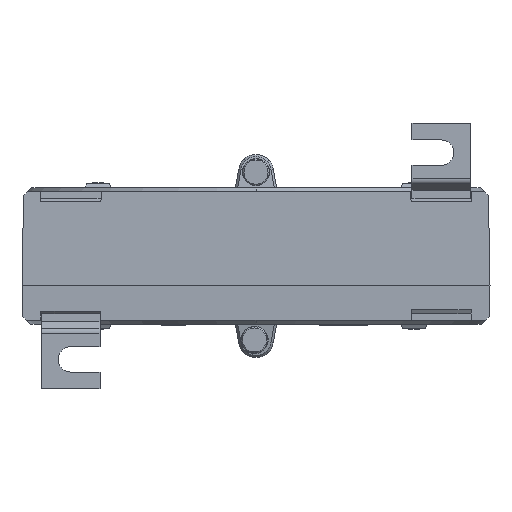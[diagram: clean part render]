
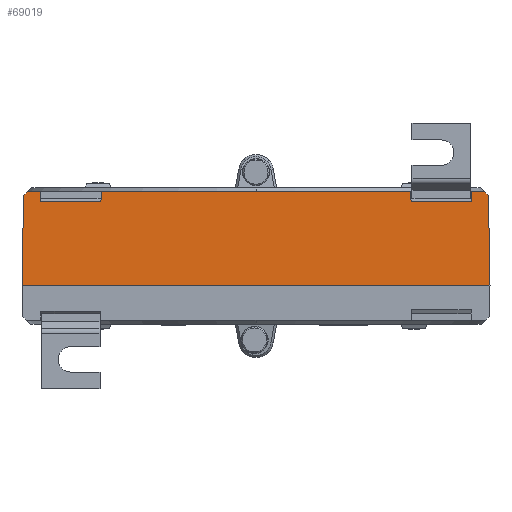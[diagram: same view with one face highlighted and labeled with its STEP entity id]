
A CAD part, front view. The second image highlights one B-rep face of the part: STEP entity #69019.
In plain terms, the highlighted planar face has unit normal (0, -1, 0.018).
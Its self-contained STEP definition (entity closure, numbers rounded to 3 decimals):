
#390 = VECTOR ( 'NONE', #31026, 1000. ) ;
#1153 = EDGE_CURVE ( 'NONE', #39425, #2731, #10262, .T. ) ;
#1821 = EDGE_CURVE ( 'NONE', #38261, #55561, #46408, .T. ) ;
#2343 = VERTEX_POINT ( 'NONE', #54530 ) ;
#2731 = VERTEX_POINT ( 'NONE', #43442 ) ;
#3051 = VERTEX_POINT ( 'NONE', #58946 ) ;
#3353 = ORIENTED_EDGE ( 'NONE', *, *, #1821, .F. ) ;
#4238 = VECTOR ( 'NONE', #76660, 1000. ) ;
#5502 = ORIENTED_EDGE ( 'NONE', *, *, #13377, .T. ) ;
#6368 = LINE ( 'NONE', #69854, #4238 ) ;
#7321 = PLANE ( 'NONE',  #11185 ) ;
#8888 = VERTEX_POINT ( 'NONE', #20201 ) ;
#10262 = LINE ( 'NONE', #78310, #82498 ) ;
#11185 = AXIS2_PLACEMENT_3D ( 'NONE', #41046, #14225, #61819 ) ;
#12986 = CARTESIAN_POINT ( 'NONE',  ( 40.264, -60.272, 41.681 ) ) ;
#13377 = EDGE_CURVE ( 'NONE', #18902, #8888, #37729, .T. ) ;
#13915 = CARTESIAN_POINT ( 'NONE',  ( -55.051, -60.824, 10.085 ) ) ;
#14225 = DIRECTION ( 'NONE',  ( 0., -1., 0.017 ) ) ;
#16458 = EDGE_CURVE ( 'NONE', #22656, #26068, #6368, .T. ) ;
#18195 = ORIENTED_EDGE ( 'NONE', *, *, #27425, .F. ) ;
#18459 = CARTESIAN_POINT ( 'NONE',  ( -39.949, -60.824, 10.085 ) ) ;
#18902 = VERTEX_POINT ( 'NONE', #77378 ) ;
#19655 = VECTOR ( 'NONE', #35389, 1000. ) ;
#19830 = EDGE_CURVE ( 'NONE', #22656, #8888, #27031, .T. ) ;
#20201 = CARTESIAN_POINT ( 'NONE',  ( -55.294, -60.581, 24. ) ) ;
#22226 = LINE ( 'NONE', #18459, #78469 ) ;
#22656 = VERTEX_POINT ( 'NONE', #71388 ) ;
#22741 = VECTOR ( 'NONE', #67785, 1000. ) ;
#23521 = VECTOR ( 'NONE', #38951, 1000. ) ;
#25401 = DIRECTION ( 'NONE',  ( -0.017, -0.017, -1. ) ) ;
#26068 = VERTEX_POINT ( 'NONE', #59412 ) ;
#27031 = LINE ( 'NONE', #87753, #22741 ) ;
#27425 = EDGE_CURVE ( 'NONE', #55561, #43600, #69990, .T. ) ;
#28256 = DIRECTION ( 'NONE',  ( -1., 0., 0. ) ) ;
#28307 = EDGE_CURVE ( 'NONE', #46877, #79370, #22226, .T. ) ;
#29966 = ORIENTED_EDGE ( 'NONE', *, *, #1153, .T. ) ;
#30894 = CARTESIAN_POINT ( 'NONE',  ( 60., -61., 0. ) ) ;
#31026 = DIRECTION ( 'NONE',  ( -0.017, 0.017, 1. ) ) ;
#31138 = DIRECTION ( 'NONE',  ( -1., 0., 0. ) ) ;
#32180 = CARTESIAN_POINT ( 'NONE',  ( -59.981, -60.981, 1.064 ) ) ;
#32372 = ORIENTED_EDGE ( 'NONE', *, *, #42733, .T. ) ;
#32705 = CARTESIAN_POINT ( 'NONE',  ( 59.982, -60.982, 1.047 ) ) ;
#32816 = DIRECTION ( 'NONE',  ( 0.017, -0.017, -1. ) ) ;
#32881 = ORIENTED_EDGE ( 'NONE', *, *, #71191, .T. ) ;
#33052 = EDGE_CURVE ( 'NONE', #3051, #2343, #52628, .T. ) ;
#33719 = VECTOR ( 'NONE', #25401, 1000. ) ;
#35389 = DIRECTION ( 'NONE',  ( -0.017, 0.017, 1. ) ) ;
#37729 = LINE ( 'NONE', #13915, #19655 ) ;
#37957 = CARTESIAN_POINT ( 'NONE',  ( 0., -60.626, 21.425 ) ) ;
#38261 = VERTEX_POINT ( 'NONE', #69249 ) ;
#38265 = EDGE_CURVE ( 'NONE', #39425, #73741, #45304, .T. ) ;
#38951 = DIRECTION ( 'NONE',  ( -1., 0., 0. ) ) ;
#39425 = VERTEX_POINT ( 'NONE', #86541 ) ;
#41046 = CARTESIAN_POINT ( 'NONE',  ( 0., -61., 0. ) ) ;
#42241 = DIRECTION ( 'NONE',  ( 1., 0., 0. ) ) ;
#42733 = EDGE_CURVE ( 'NONE', #26068, #43600, #87680, .T. ) ;
#43442 = CARTESIAN_POINT ( 'NONE',  ( 55.249, -60.626, 21.425 ) ) ;
#43562 = EDGE_CURVE ( 'NONE', #2731, #3051, #45257, .T. ) ;
#43600 = VERTEX_POINT ( 'NONE', #72083 ) ;
#45257 = LINE ( 'NONE', #37957, #79193 ) ;
#45304 = LINE ( 'NONE', #62744, #79253 ) ;
#46408 = LINE ( 'NONE', #32705, #82415 ) ;
#46877 = VERTEX_POINT ( 'NONE', #74051 ) ;
#47286 = ORIENTED_EDGE ( 'NONE', *, *, #33052, .T. ) ;
#47735 = ORIENTED_EDGE ( 'NONE', *, *, #16458, .T. ) ;
#51931 = VECTOR ( 'NONE', #28256, 1000. ) ;
#52628 = LINE ( 'NONE', #64873, #390 ) ;
#54372 = VECTOR ( 'NONE', #74207, 1000. ) ;
#54530 = CARTESIAN_POINT ( 'NONE',  ( 39.706, -60.581, 24. ) ) ;
#55033 = ORIENTED_EDGE ( 'NONE', *, *, #19830, .F. ) ;
#55310 = CARTESIAN_POINT ( 'NONE',  ( 0., -61., 0. ) ) ;
#55547 = FACE_OUTER_BOUND ( 'NONE', #80077, .T. ) ;
#55561 = VERTEX_POINT ( 'NONE', #30894 ) ;
#56440 = LINE ( 'NONE', #67299, #74409 ) ;
#57352 = CARTESIAN_POINT ( 'NONE',  ( 58.573, -60.581, 24. ) ) ;
#57546 = LINE ( 'NONE', #86263, #23521 ) ;
#58946 = CARTESIAN_POINT ( 'NONE',  ( 39.751, -60.626, 21.425 ) ) ;
#59412 = CARTESIAN_POINT ( 'NONE',  ( -59.598, -60.598, 23.01 ) ) ;
#61819 = DIRECTION ( 'NONE',  ( 0., -0.017, -1. ) ) ;
#62744 = CARTESIAN_POINT ( 'NONE',  ( 59.616, -60.581, 24. ) ) ;
#63606 = ORIENTED_EDGE ( 'NONE', *, *, #68093, .F. ) ;
#64873 = CARTESIAN_POINT ( 'NONE',  ( 39.949, -60.824, 10.085 ) ) ;
#65803 = ORIENTED_EDGE ( 'NONE', *, *, #28307, .T. ) ;
#66002 = DIRECTION ( 'NONE',  ( -0.017, -0.017, -1. ) ) ;
#67299 = CARTESIAN_POINT ( 'NONE',  ( 59.616, -60.581, 24. ) ) ;
#67785 = DIRECTION ( 'NONE',  ( 1., 0., 0. ) ) ;
#68093 = EDGE_CURVE ( 'NONE', #46877, #2343, #56440, .T. ) ;
#69019 = ADVANCED_FACE ( 'NONE', ( #55547 ), #7321, .T. ) ;
#69249 = CARTESIAN_POINT ( 'NONE',  ( 59.598, -60.598, 23.01 ) ) ;
#69854 = CARTESIAN_POINT ( 'NONE',  ( -40.264, -60.272, 41.681 ) ) ;
#69990 = LINE ( 'NONE', #55310, #51931 ) ;
#71191 = EDGE_CURVE ( 'NONE', #79370, #18902, #57546, .T. ) ;
#71388 = CARTESIAN_POINT ( 'NONE',  ( -58.573, -60.581, 24. ) ) ;
#72083 = CARTESIAN_POINT ( 'NONE',  ( -60., -61., 0. ) ) ;
#72378 = LINE ( 'NONE', #12986, #54372 ) ;
#73293 = DIRECTION ( 'NONE',  ( -0.017, -0.017, -1. ) ) ;
#73741 = VERTEX_POINT ( 'NONE', #57352 ) ;
#74051 = CARTESIAN_POINT ( 'NONE',  ( -39.706, -60.581, 24. ) ) ;
#74079 = DIRECTION ( 'NONE',  ( 1., 0., 0. ) ) ;
#74207 = DIRECTION ( 'NONE',  ( -0.719, 0.012, 0.695 ) ) ;
#74409 = VECTOR ( 'NONE', #74079, 1000. ) ;
#76660 = DIRECTION ( 'NONE',  ( -0.719, -0.012, -0.695 ) ) ;
#77378 = CARTESIAN_POINT ( 'NONE',  ( -55.249, -60.626, 21.425 ) ) ;
#78310 = CARTESIAN_POINT ( 'NONE',  ( 55.051, -60.824, 10.085 ) ) ;
#78469 = VECTOR ( 'NONE', #66002, 1000. ) ;
#79193 = VECTOR ( 'NONE', #31138, 1000. ) ;
#79253 = VECTOR ( 'NONE', #42241, 1000. ) ;
#79370 = VERTEX_POINT ( 'NONE', #84317 ) ;
#80077 = EDGE_LOOP ( 'NONE', ( #65803, #32881, #5502, #55033, #47735, #32372, #18195, #3353, #82800, #83686, #29966, #82001, #47286, #63606 ) ) ;
#82001 = ORIENTED_EDGE ( 'NONE', *, *, #43562, .T. ) ;
#82415 = VECTOR ( 'NONE', #32816, 1000. ) ;
#82498 = VECTOR ( 'NONE', #73293, 1000. ) ;
#82800 = ORIENTED_EDGE ( 'NONE', *, *, #82888, .T. ) ;
#82888 = EDGE_CURVE ( 'NONE', #38261, #73741, #72378, .T. ) ;
#83686 = ORIENTED_EDGE ( 'NONE', *, *, #38265, .F. ) ;
#84317 = CARTESIAN_POINT ( 'NONE',  ( -39.751, -60.626, 21.425 ) ) ;
#86263 = CARTESIAN_POINT ( 'NONE',  ( -55.05, -60.626, 21.425 ) ) ;
#86541 = CARTESIAN_POINT ( 'NONE',  ( 55.294, -60.581, 24. ) ) ;
#87680 = LINE ( 'NONE', #32180, #33719 ) ;
#87753 = CARTESIAN_POINT ( 'NONE',  ( 59.616, -60.581, 24. ) ) ;
